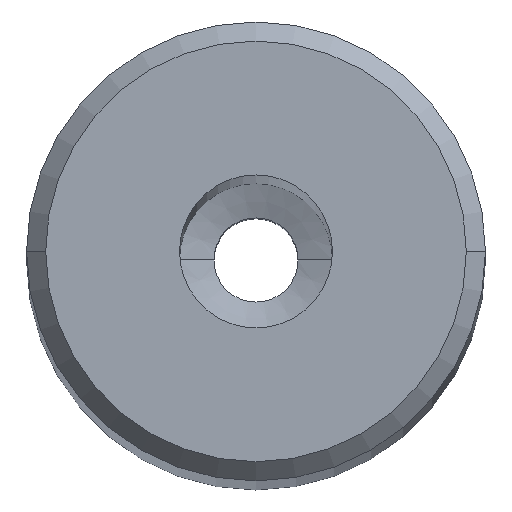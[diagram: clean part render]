
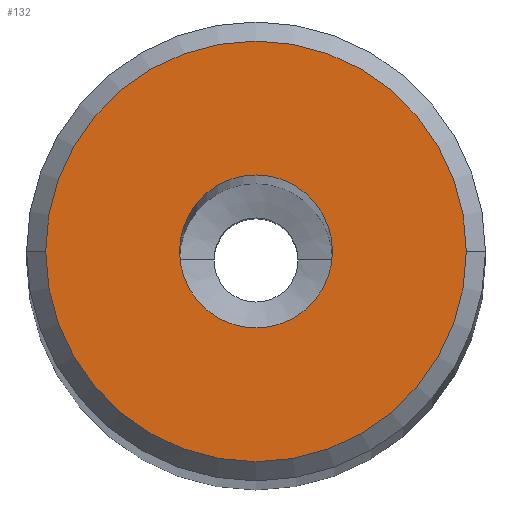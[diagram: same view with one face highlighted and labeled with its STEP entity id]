
A CAD part, top view. The second image highlights one B-rep face of the part: STEP entity #132.
In plain terms, the highlighted planar face has unit normal (0, 0, 1).
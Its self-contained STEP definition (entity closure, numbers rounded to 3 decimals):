
#108=EDGE_CURVE('NONE',#156,#162,#285,.T.);
#128=EDGE_CURVE('NONE',#140,#230,#306,.T.);
#132=ADVANCED_FACE('NONE',(#311,#312),#313,.F.);
#140=VERTEX_POINT('NONE',#322);
#156=VERTEX_POINT('NONE',#338);
#162=VERTEX_POINT('NONE',#344);
#230=VERTEX_POINT('NONE',#421);
#246=EDGE_CURVE('NONE',#162,#156,#439,.T.);
#258=EDGE_CURVE('NONE',#230,#140,#456,.T.);
#285=CIRCLE('',#474,5.5);
#306=CIRCLE('',#502,2.0);
#311=FACE_OUTER_BOUND('',#507,.T.);
#312=FACE_BOUND('',#508,.T.);
#313=PLANE('',#509);
#322=CARTESIAN_POINT('',(2.0,0.0,137.0));
#338=CARTESIAN_POINT('',(5.5,0.,137.0));
#344=CARTESIAN_POINT('',(-5.5,0.0,137.0));
#421=CARTESIAN_POINT('',(-2.0,0.,137.0));
#439=CIRCLE('',#676,5.5);
#456=CIRCLE('',#695,2.0);
#474=AXIS2_PLACEMENT_3D('',#711,#712,#713);
#502=AXIS2_PLACEMENT_3D('',#729,#730,#731);
#507=EDGE_LOOP('',(#741,#742));
#508=EDGE_LOOP('',(#743,#744));
#509=AXIS2_PLACEMENT_3D('',#745,#746,#747);
#676=AXIS2_PLACEMENT_3D('',#891,#892,#893);
#695=AXIS2_PLACEMENT_3D('',#929,#930,#931);
#711=CARTESIAN_POINT('',(0.0,0.0,137.0));
#712=DIRECTION('',(0.0,0.0,1.0));
#713=DIRECTION('',(-1.0,0.0,0.0));
#729=CARTESIAN_POINT('',(0.0,0.0,137.0));
#730=DIRECTION('',(0.0,0.0,1.0));
#731=DIRECTION('',(1.0,0.0,0.0));
#741=ORIENTED_EDGE('',*,*,#246,.T.);
#742=ORIENTED_EDGE('',*,*,#108,.T.);
#743=ORIENTED_EDGE('',*,*,#128,.F.);
#744=ORIENTED_EDGE('',*,*,#258,.F.);
#745=CARTESIAN_POINT('',(0.0,6.,137.0));
#746=DIRECTION('',(0.0,0.0,-1.0));
#747=DIRECTION('',(0.0,1.0,0.0));
#891=CARTESIAN_POINT('',(0.0,0.0,137.0));
#892=DIRECTION('',(0.0,0.0,1.0));
#893=DIRECTION('',(-1.0,0.0,0.0));
#929=CARTESIAN_POINT('',(0.0,0.0,137.0));
#930=DIRECTION('',(0.0,0.0,1.0));
#931=DIRECTION('',(1.0,0.0,0.0));
